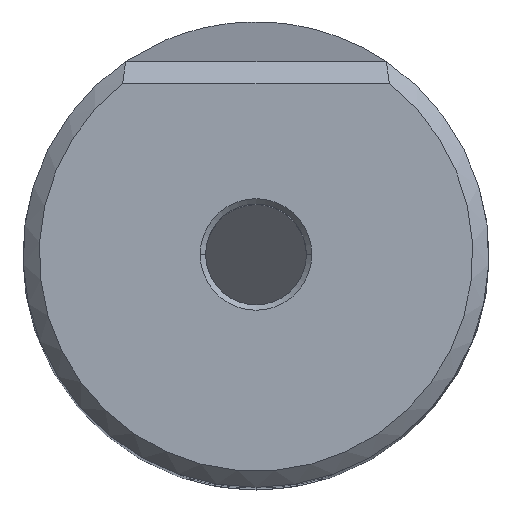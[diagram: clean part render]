
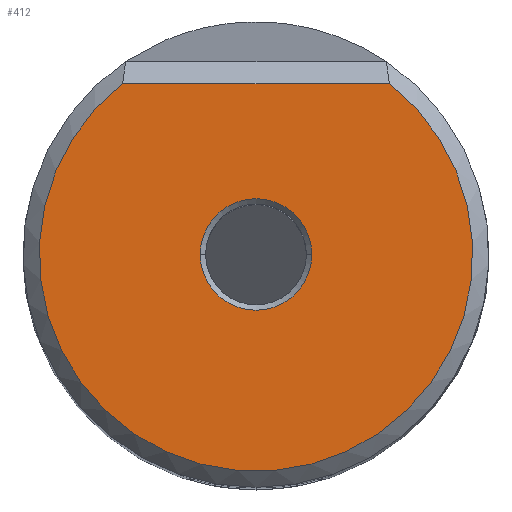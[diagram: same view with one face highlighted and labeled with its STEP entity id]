
A CAD part, top view. The second image highlights one B-rep face of the part: STEP entity #412.
In plain terms, the highlighted planar face has unit normal (0, 0, 1).
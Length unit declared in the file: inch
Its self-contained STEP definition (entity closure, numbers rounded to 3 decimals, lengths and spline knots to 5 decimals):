
#3 = AXIS2_PLACEMENT_3D ( 'NONE', #581, #659, #702 ) ;
#24 = FACE_OUTER_BOUND ( 'NONE', #277, .T. ) ;
#58 = DIRECTION ( 'NONE',  ( 0., -1., 0. ) ) ;
#61 = CARTESIAN_POINT ( 'NONE',  ( 0., 0., 0. ) ) ;
#62 = CARTESIAN_POINT ( 'NONE',  ( -0.24794, 0.31779, 0. ) ) ;
#87 = VERTEX_POINT ( 'NONE', #289 ) ;
#105 = DIRECTION ( 'NONE',  ( 0., 0., 1. ) ) ;
#152 = AXIS2_PLACEMENT_3D ( 'NONE', #61, #105, #58 ) ;
#161 = FACE_BOUND ( 'NONE', #382, .T. ) ;
#199 = VERTEX_POINT ( 'NONE', #62 ) ;
#215 = DIRECTION ( 'NONE',  ( 0., 0., 1. ) ) ;
#224 = CIRCLE ( 'NONE', #152, 0.40307 ) ;
#236 = ORIENTED_EDGE ( 'NONE', *, *, #567, .T. ) ;
#239 = ORIENTED_EDGE ( 'NONE', *, *, #435, .T. ) ;
#253 = LINE ( 'NONE', #364, #692 ) ;
#268 = CARTESIAN_POINT ( 'NONE',  ( 0.24794, 0.31779, 0. ) ) ;
#277 = EDGE_LOOP ( 'NONE', ( #236, #414 ) ) ;
#289 = CARTESIAN_POINT ( 'NONE',  ( -0.10375, 0., 0. ) ) ;
#294 = DIRECTION ( 'NONE',  ( 0., -1., 0. ) ) ;
#299 = VERTEX_POINT ( 'NONE', #268 ) ;
#324 = AXIS2_PLACEMENT_3D ( 'NONE', #656, #520, #765 ) ;
#364 = CARTESIAN_POINT ( 'NONE',  ( 0., 0.31779, 0. ) ) ;
#367 = VERTEX_POINT ( 'NONE', #741 ) ;
#382 = EDGE_LOOP ( 'NONE', ( #239, #605 ) ) ;
#400 = PLANE ( 'NONE',  #503 ) ;
#412 = ADVANCED_FACE ( 'NONE', ( #161, #24 ), #400, .T. ) ;
#414 = ORIENTED_EDGE ( 'NONE', *, *, #620, .T. ) ;
#435 = EDGE_CURVE ( 'NONE', #367, #87, #770, .T. ) ;
#492 = DIRECTION ( 'NONE',  ( -1., 0., 0. ) ) ;
#503 = AXIS2_PLACEMENT_3D ( 'NONE', #764, #215, #294 ) ;
#520 = DIRECTION ( 'NONE',  ( 0., 0., -1. ) ) ;
#567 = EDGE_CURVE ( 'NONE', #199, #299, #224, .T. ) ;
#581 = CARTESIAN_POINT ( 'NONE',  ( 0., 0., 0. ) ) ;
#605 = ORIENTED_EDGE ( 'NONE', *, *, #714, .T. ) ;
#620 = EDGE_CURVE ( 'NONE', #299, #199, #253, .T. ) ;
#656 = CARTESIAN_POINT ( 'NONE',  ( 0., 0., 0. ) ) ;
#659 = DIRECTION ( 'NONE',  ( 0., 0., -1. ) ) ;
#692 = VECTOR ( 'NONE', #492, 39.37008 ) ;
#702 = DIRECTION ( 'NONE',  ( 0., -1., 0. ) ) ;
#714 = EDGE_CURVE ( 'NONE', #87, #367, #787, .T. ) ;
#741 = CARTESIAN_POINT ( 'NONE',  ( 0.10375, 0., 0. ) ) ;
#764 = CARTESIAN_POINT ( 'NONE',  ( 0., 0., 0. ) ) ;
#765 = DIRECTION ( 'NONE',  ( 0., -1., 0. ) ) ;
#770 = CIRCLE ( 'NONE', #3, 0.10375 ) ;
#787 = CIRCLE ( 'NONE', #324, 0.10375 ) ;
